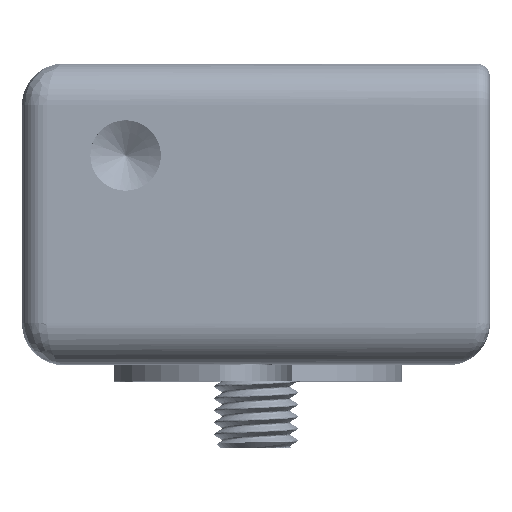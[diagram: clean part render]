
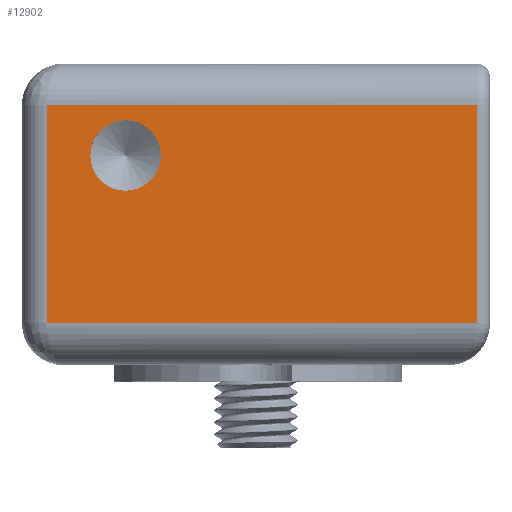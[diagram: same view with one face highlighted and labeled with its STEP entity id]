
A CAD part, top view. The second image highlights one B-rep face of the part: STEP entity #12902.
In plain terms, the highlighted planar face has unit normal (0, 0, 1).
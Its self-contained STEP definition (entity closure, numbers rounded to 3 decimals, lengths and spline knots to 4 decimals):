
#1217=LINE('',#27194,#1525);
#1222=LINE('',#27240,#1530);
#1223=LINE('',#27296,#1531);
#1224=LINE('',#27330,#1532);
#1525=VECTOR('',#16312,0.3937);
#1530=VECTOR('',#16331,0.3937);
#1531=VECTOR('',#16380,0.3937);
#1532=VECTOR('',#16387,0.3937);
#1669=PLANE('',#14044);
#1829=FACE_BOUND('',#3034,.T.);
#2113=FACE_OUTER_BOUND('',#3033,.T.);
#3033=EDGE_LOOP('',(#8904,#8905,#8906,#8907));
#3034=EDGE_LOOP('',(#8908));
#3862=CIRCLE('',#14045,0.1055);
#5201=VERTEX_POINT('',#27186);
#5203=VERTEX_POINT('',#27192);
#5207=VERTEX_POINT('',#27239);
#5208=VERTEX_POINT('',#27294);
#5209=VERTEX_POINT('',#27331);
#6398=EDGE_CURVE('',#5203,#5201,#1217,.T.);
#6407=EDGE_CURVE('',#5201,#5207,#1222,.T.);
#6423=EDGE_CURVE('',#5207,#5208,#1223,.T.);
#6426=EDGE_CURVE('',#5208,#5203,#1224,.T.);
#6427=EDGE_CURVE('',#5209,#5209,#3862,.T.);
#8904=ORIENTED_EDGE('',*,*,#6398,.F.);
#8905=ORIENTED_EDGE('',*,*,#6426,.F.);
#8906=ORIENTED_EDGE('',*,*,#6423,.F.);
#8907=ORIENTED_EDGE('',*,*,#6407,.F.);
#8908=ORIENTED_EDGE('',*,*,#6427,.T.);
#12902=ADVANCED_FACE('',(#2113,#1829),#1669,.T.);
#14044=AXIS2_PLACEMENT_3D('',#27329,#16385,#16386);
#14045=AXIS2_PLACEMENT_3D('',#27332,#16388,#16389);
#16312=DIRECTION('',(0.,1.,0.));
#16331=DIRECTION('',(1.,0.,0.));
#16380=DIRECTION('',(0.,-1.,0.));
#16385=DIRECTION('center_axis',(0.,0.,1.));
#16386=DIRECTION('ref_axis',(1.,0.,0.));
#16387=DIRECTION('',(-1.,0.,0.));
#16388=DIRECTION('center_axis',(0.,0.,-1.));
#16389=DIRECTION('ref_axis',(1.,0.,0.));
#27186=CARTESIAN_POINT('',(-0.625,0.775,0.7));
#27192=CARTESIAN_POINT('',(-0.625,0.125,0.7));
#27194=CARTESIAN_POINT('',(-0.625,0.,0.7));
#27239=CARTESIAN_POINT('',(0.66,0.775,0.7));
#27240=CARTESIAN_POINT('',(-0.35,0.775,0.7));
#27294=CARTESIAN_POINT('',(0.66,0.125,0.7));
#27296=CARTESIAN_POINT('',(0.66,0.,0.7));
#27329=CARTESIAN_POINT('Origin',(-0.7,0.,0.7));
#27330=CARTESIAN_POINT('',(-0.35,0.125,0.7));
#27331=CARTESIAN_POINT('',(-0.2845,0.625,0.7));
#27332=CARTESIAN_POINT('Origin',(-0.39,0.625,0.7));
